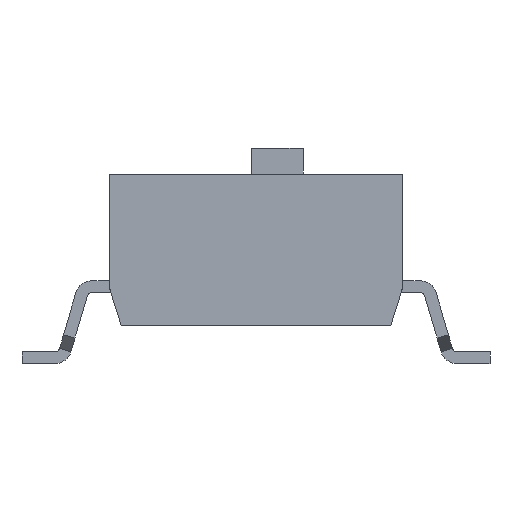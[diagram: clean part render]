
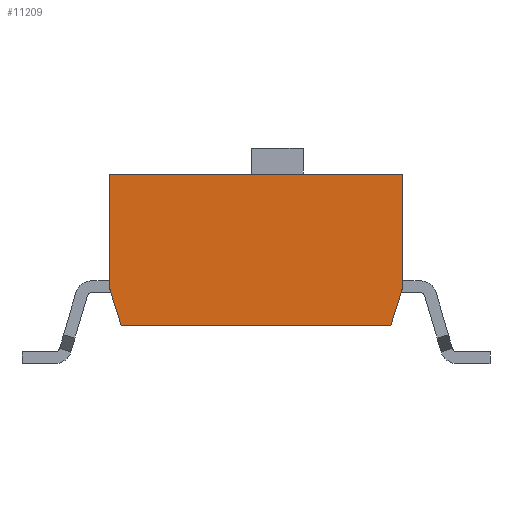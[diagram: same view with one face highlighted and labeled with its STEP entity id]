
A CAD part, left-side view. The second image highlights one B-rep face of the part: STEP entity #11209.
In plain terms, the highlighted planar face has unit normal (-1, 0, 0).
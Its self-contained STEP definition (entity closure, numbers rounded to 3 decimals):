
#1107=FACE_OUTER_BOUND('',#1721,.T.);
#1721=EDGE_LOOP('',(#10181,#10182,#10183,#10184,#10185,#10186));
#1911=LINE('',#14794,#3203);
#2218=LINE('',#15521,#3510);
#2855=LINE('',#18855,#4147);
#3009=LINE('',#19167,#4301);
#3012=LINE('',#19171,#4304);
#3014=LINE('',#19175,#4306);
#3203=VECTOR('',#12193,10.);
#3510=VECTOR('',#12852,10.);
#4147=VECTOR('',#14083,10.);
#4301=VECTOR('',#14377,10.);
#4304=VECTOR('',#14382,10.);
#4306=VECTOR('',#14388,10.);
#4444=VERTEX_POINT('',#14791);
#4445=VERTEX_POINT('',#14793);
#4688=VERTEX_POINT('',#15518);
#4689=VERTEX_POINT('',#15520);
#5265=VERTEX_POINT('',#18852);
#5266=VERTEX_POINT('',#18854);
#5551=EDGE_CURVE('',#4445,#4444,#1911,.T.);
#5914=EDGE_CURVE('',#4689,#4688,#2218,.T.);
#6807=EDGE_CURVE('',#5266,#5265,#2855,.T.);
#6961=EDGE_CURVE('',#4445,#5265,#3009,.T.);
#6964=EDGE_CURVE('',#4688,#5266,#3012,.T.);
#6966=EDGE_CURVE('',#4689,#4444,#3014,.T.);
#10181=ORIENTED_EDGE('',*,*,#5551,.T.);
#10182=ORIENTED_EDGE('',*,*,#6966,.F.);
#10183=ORIENTED_EDGE('',*,*,#5914,.T.);
#10184=ORIENTED_EDGE('',*,*,#6964,.T.);
#10185=ORIENTED_EDGE('',*,*,#6807,.T.);
#10186=ORIENTED_EDGE('',*,*,#6961,.F.);
#10619=PLANE('',#11851);
#11209=ADVANCED_FACE('',(#1107),#10619,.T.);
#11851=AXIS2_PLACEMENT_3D('',#19174,#14386,#14387);
#12193=DIRECTION('',(0.,-0.298,-0.954));
#12852=DIRECTION('',(0.,-0.298,0.954));
#14083=DIRECTION('',(0.,1.,0.));
#14377=DIRECTION('',(0.,0.,1.));
#14382=DIRECTION('',(0.,0.,1.));
#14386=DIRECTION('center_axis',(-1.,0.,0.));
#14387=DIRECTION('ref_axis',(0.,0.,1.));
#14388=DIRECTION('',(0.,1.,0.));
#14791=CARTESIAN_POINT('',(-10.66,2.85,0.));
#14793=CARTESIAN_POINT('',(-10.66,3.1,0.8));
#14794=CARTESIAN_POINT('',(-10.66,2.71,-0.447));
#15518=CARTESIAN_POINT('',(-10.66,-3.1,0.8));
#15520=CARTESIAN_POINT('',(-10.66,-2.85,0.));
#15521=CARTESIAN_POINT('',(-10.66,-2.861,0.036));
#18852=CARTESIAN_POINT('',(-10.66,3.1,3.2));
#18854=CARTESIAN_POINT('',(-10.66,-3.1,3.2));
#18855=CARTESIAN_POINT('',(-10.66,-3.1,3.2));
#19167=CARTESIAN_POINT('',(-10.66,3.1,0.));
#19171=CARTESIAN_POINT('',(-10.66,-3.1,0.));
#19174=CARTESIAN_POINT('Origin',(-10.66,-3.1,0.));
#19175=CARTESIAN_POINT('',(-10.66,-3.1,0.));
